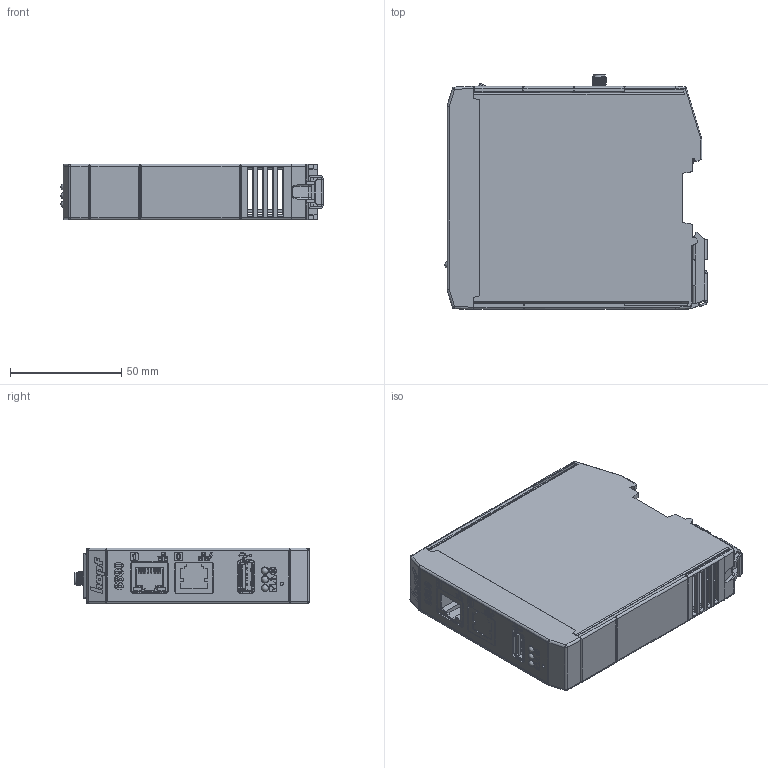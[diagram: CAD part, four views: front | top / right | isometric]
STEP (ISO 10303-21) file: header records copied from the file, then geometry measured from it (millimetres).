
FILE_DESCRIPTION(('Open CASCADE Model'),'2;1');
FILE_NAME('Open CASCADE Shape Model','2021-04-14T08:55:49',('Author'),( 'Open CASCADE'),'Open CASCADE STEP processor 6.8','Open CASCADE 6.8' ,'Unknown');
FILE_SCHEMA(('AUTOMOTIVE_DESIGN { 1 0 10303 214 1 1 1 1 }'));
Products named in the file (1): PCB
Bounding box: 117.6 x 105.35 x 25 mm (x, y, z)
Volume: 53089.1 mm3; surface area: 106510 mm2
Topology: 28 solids, 1318 shells, 4683 faces, 20900 edges, 17588 vertices
Faces by surface type: plane 3346, cylinder 900, bspline 295, cone 90, extrusion 19, sphere 17, torus 14, revolution 2
Full cylindrical faces by diameter (mm): 0.8 x6, 0.89 x20, 1 x22, 1.2 x2, 1.4 x8, 1.5 x1, 1.54 x5, 1.6 x4, 2.31 x1, 2.9 x3, 3.15 x2, 3.2 x2, 3.3 x3
Entity records: 247214 total; most frequent: CARTESIAN_POINT 80987, ORIENTED_EDGE 30256, DIRECTION 26236, EDGE_CURVE 20847, VERTEX_POINT 17563, VECTOR 12866, LINE 12847, AXIS2_PLACEMENT_3D 6684
